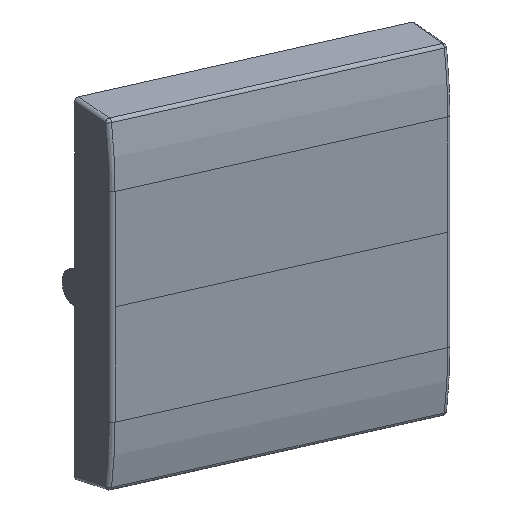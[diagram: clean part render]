
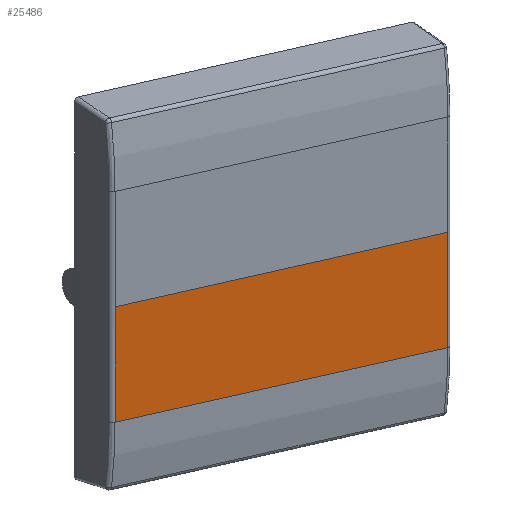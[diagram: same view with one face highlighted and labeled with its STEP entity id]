
A CAD part, top view. The second image highlights one B-rep face of the part: STEP entity #25486.
In plain terms, the highlighted face is planar.
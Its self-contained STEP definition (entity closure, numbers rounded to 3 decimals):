
#13283=CARTESIAN_POINT('Vertex',(21.817,-13.441,15.5)) ;
#13320=CARTESIAN_POINT('Vertex',(21.817,0.,15.5)) ;
#13323=CARTESIAN_POINT('Line Origine',(21.817,0.,15.5)) ;
#13496=CARTESIAN_POINT('Vertex',(-21.817,-13.441,15.5)) ;
#13533=CARTESIAN_POINT('Line Origine',(-21.817,0.,15.5)) ;
#13537=CARTESIAN_POINT('Vertex',(-21.817,0.,15.5)) ;
#25446=CARTESIAN_POINT('Line Origine',(0.,-13.441,15.5)) ;
#25458=CARTESIAN_POINT('Axis2P3D Location',(0.,0.,15.5)) ;
#25468=CARTESIAN_POINT('Line Origine',(0.,0.,15.5)) ;
#13324=DIRECTION('Vector Direction',(0.,-1.,0.)) ;
#13534=DIRECTION('Vector Direction',(0.,-1.,0.)) ;
#25447=DIRECTION('Vector Direction',(-1.,0.,0.)) ;
#25459=DIRECTION('Axis2P3D Direction',(0.,0.,-1.)) ;
#25460=DIRECTION('Axis2P3D XDirection',(0.,-1.,0.)) ;
#25469=DIRECTION('Vector Direction',(-1.,0.,0.)) ;
#25461=AXIS2_PLACEMENT_3D('Plane Axis2P3D',#25458,#25459,#25460) ;
#25481=ORIENTED_EDGE('',*,*,#25472,.T.) ;
#25482=ORIENTED_EDGE('',*,*,#13539,.T.) ;
#25483=ORIENTED_EDGE('',*,*,#25450,.F.) ;
#25484=ORIENTED_EDGE('',*,*,#13327,.T.) ;
#13325=VECTOR('Line Direction',#13324,1.) ;
#13535=VECTOR('Line Direction',#13534,1.) ;
#25448=VECTOR('Line Direction',#25447,1.) ;
#25470=VECTOR('Line Direction',#25469,1.) ;
#25486=ADVANCED_FACE('PartBody',(#25485),#25462,.F.) ;
#13327=EDGE_CURVE('',#13284,#13321,#13326,.F.) ;
#13539=EDGE_CURVE('',#13538,#13497,#13536,.T.) ;
#25450=EDGE_CURVE('',#13284,#13497,#25449,.T.) ;
#25472=EDGE_CURVE('',#13321,#13538,#25471,.T.) ;
#25480=EDGE_LOOP('',(#25481,#25482,#25483,#25484)) ;
#25485=FACE_OUTER_BOUND('',#25480,.T.) ;
#13326=LINE('Line',#13323,#13325) ;
#13536=LINE('Line',#13533,#13535) ;
#25449=LINE('Line',#25446,#25448) ;
#25471=LINE('Line',#25468,#25470) ;
#25462=PLANE('',#25461) ;
#13284=VERTEX_POINT('',#13283) ;
#13321=VERTEX_POINT('',#13320) ;
#13497=VERTEX_POINT('',#13496) ;
#13538=VERTEX_POINT('',#13537) ;
